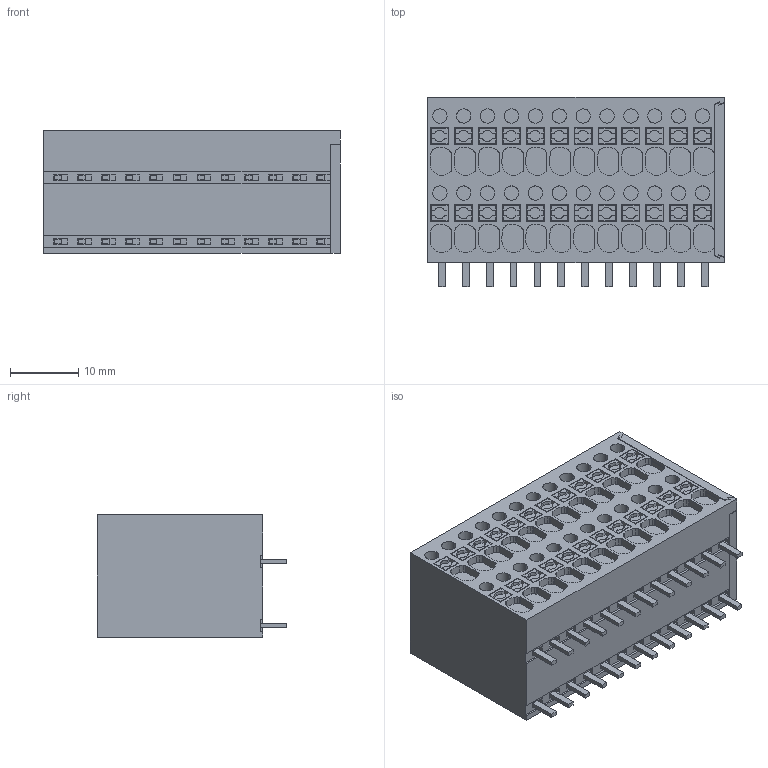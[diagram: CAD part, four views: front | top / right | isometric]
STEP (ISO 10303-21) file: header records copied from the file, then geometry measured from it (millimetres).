
FILE_DESCRIPTION(('CATIA V5R24 STEP','CAx-IF Rec.Pracs.--- Model Styling and Organization---1.2---2011-12-15'),'2;1');
FILE_NAME ('D1461292_0_2001040000_2001040000.stp','2017-04-11T08:49:02+00:00',('none'),('Weidmueller'),'CATIA Version 5-6 Release 2014 SP4 HF52','CATIA V5 STEP AP214','none');
FILE_SCHEMA(('AUTOMOTIVE_DESIGN { 1 0 10303 214 1 1 1 1 }'));
Length unit declared in the file: millimetre
Products named in the file (1): 2001040000_S
Bounding box: 43.5 x 27.7 x 18 mm (x, y, z)
Volume: 18338.3 mm3; surface area: 7220.5 mm2
Topology: 49 solids, 49 shells, 1160 faces, 2932 edges, 1958 vertices
Faces by surface type: plane 872, cylinder 192, cone 96
Entity records: 35007 total; most frequent: CARTESIAN_POINT 8152, ORIENTED_EDGE 5864, DIRECTION 4343, EDGE_CURVE 2932, VECTOR 2260, LINE 2260, VERTEX_POINT 1958, EDGE_LOOP 1252
